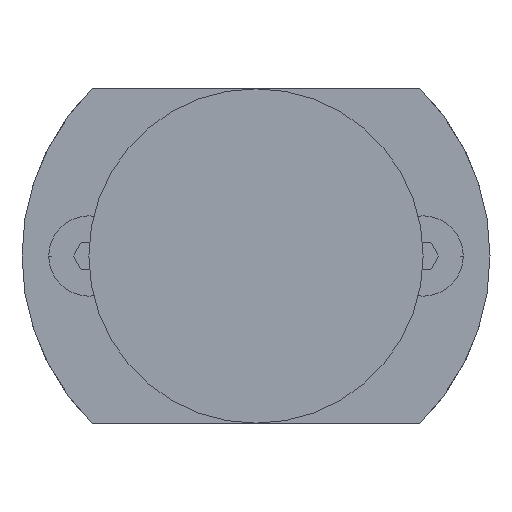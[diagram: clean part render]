
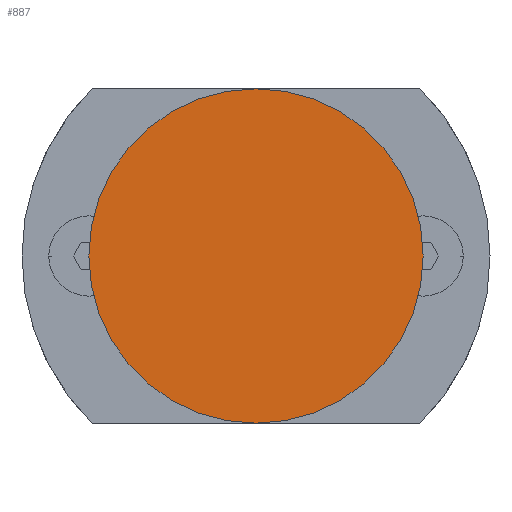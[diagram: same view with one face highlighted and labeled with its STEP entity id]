
A CAD part, front view. The second image highlights one B-rep face of the part: STEP entity #887.
In plain terms, the highlighted planar face has unit normal (0, -1, 0).
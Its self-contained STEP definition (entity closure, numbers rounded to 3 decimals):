
#449=EDGE_CURVE('',#517,#1219,#1266,.T.);
#517=VERTEX_POINT('',#1340);
#887=ADVANCED_FACE('',(#1736),#1737,.T.);
#1065=EDGE_CURVE('',#1219,#517,#1942,.T.);
#1219=VERTEX_POINT('',#2129);
#1266=CIRCLE('',#2176,25.0);
#1340=CARTESIAN_POINT('',(-25.0,0.0,0.));
#1736=FACE_OUTER_BOUND('',#2835,.T.);
#1737=PLANE('',#2836);
#1942=CIRCLE('',#3110,25.0);
#2129=CARTESIAN_POINT('',(25.0,0.0,0.0));
#2176=AXIS2_PLACEMENT_3D('',#3375,#3376,#3377);
#2835=EDGE_LOOP('',(#3809,#3810));
#2836=AXIS2_PLACEMENT_3D('',#3811,#3812,#3813);
#3110=AXIS2_PLACEMENT_3D('',#4090,#4091,#4092);
#3375=CARTESIAN_POINT('',(0.0,0.0,0.0));
#3376=DIRECTION('',(0.0,-1.0,0.0));
#3377=DIRECTION('',(1.0,0.0,0.0));
#3809=ORIENTED_EDGE('',*,*,#1065,.T.);
#3810=ORIENTED_EDGE('',*,*,#449,.T.);
#3811=CARTESIAN_POINT('',(0.0,0.0,0.0));
#3812=DIRECTION('',(0.0,-1.0,0.0));
#3813=DIRECTION('',(-1.0,0.0,0.0));
#4090=CARTESIAN_POINT('',(0.0,0.0,0.0));
#4091=DIRECTION('',(0.0,-1.0,0.0));
#4092=DIRECTION('',(1.0,0.0,0.0));
